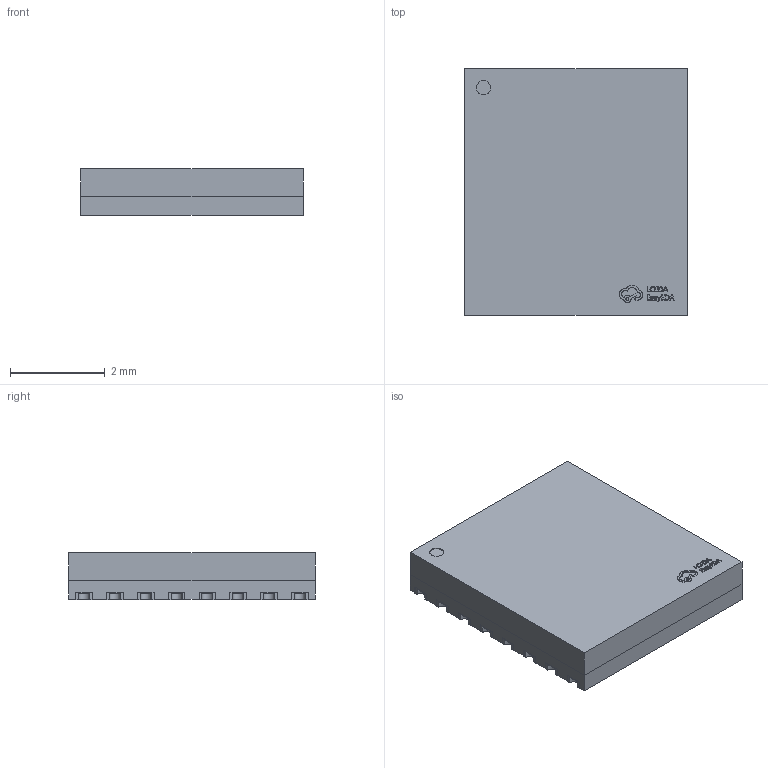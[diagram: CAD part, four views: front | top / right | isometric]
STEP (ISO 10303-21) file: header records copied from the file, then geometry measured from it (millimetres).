
FILE_DESCRIPTION (( 'STEP AP214' ), '1' );
FILE_NAME ('LGA-16_L5.2-W4.7-P0.65-TL_CA-IS2062A-FRANK2.STEP', '2024-03-30T02:56:24', ( 'User' ), ( 'China' ), 'SwSTEP 2.0', 'SolidWorks 2020', '' );
FILE_SCHEMA (( 'AUTOMOTIVE_DESIGN' ));
Length unit declared in the file: millimetre
Products named in the file (1): LGA-16_L5.2-W4.7-P0.65-TL_CA-IS2062A-FRANK2
Bounding box: 4.7 x 5.2 x 1 mm (x, y, z)
Volume: 23.9 mm3; surface area: 117.9 mm2
Topology: 2 solids, 2 shells, 375 faces, 1053 edges, 702 vertices
Faces by surface type: plane 251, bspline 98, cylinder 26
Entity records: 16659 total; most frequent: CARTESIAN_POINT 3437, ORIENTED_EDGE 2106, DIRECTION 1461, EDGE_CURVE 1053, LINE 801, VECTOR 801, VERTEX_POINT 702, EDGE_LOOP 395
